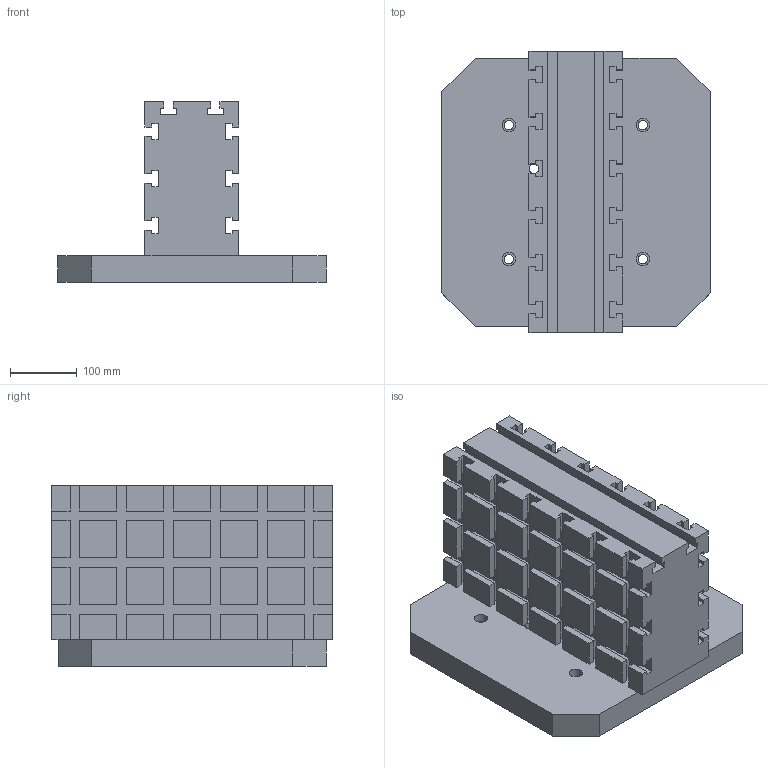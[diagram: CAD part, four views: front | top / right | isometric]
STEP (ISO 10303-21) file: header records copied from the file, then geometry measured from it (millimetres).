
FILE_DESCRIPTION(('STEP AP214'),'1');
FILE_NAME(' ',' ',('TraceParts'),('TraceParts S.A.'),'XStep 1.0',' ',' ');
FILE_SCHEMA(('automotive_design'));
Length unit declared in the file: millimetre
Products named in the file (1): 1
Bounding box: 400.5 x 420 x 270 mm (x, y, z)
Volume: 17532918.5 mm3; surface area: 944060.4 mm2
Topology: 1 solids, 1 shells, 589 faces, 1566 edges, 1042 vertices
Faces by surface type: plane 531, cylinder 58
Entity records: 35806 total; most frequent: STYLED_ITEM 3198, PRESENTATION_STYLE_ASSIGNMENT 3198, CARTESIAN_POINT 3198, COLOUR_RGB 3198, ORIENTED_EDGE 3132, DIRECTION 2864, EDGE_CURVE 1566, CURVE_STYLE 1566
